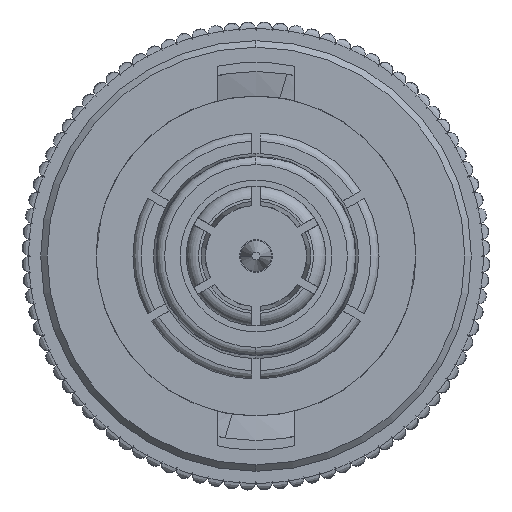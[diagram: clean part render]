
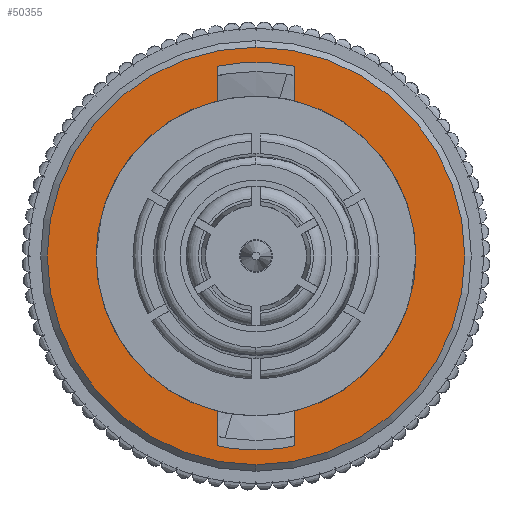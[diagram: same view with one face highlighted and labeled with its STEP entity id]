
A CAD part, left-side view. The second image highlights one B-rep face of the part: STEP entity #50355.
In plain terms, the highlighted face is planar.
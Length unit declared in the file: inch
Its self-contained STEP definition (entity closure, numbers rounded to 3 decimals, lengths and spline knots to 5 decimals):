
#111 = CARTESIAN_POINT ( 'NONE',  ( 0., -0.0475, -0.2314 ) ) ;
#2558 = AXIS2_PLACEMENT_3D ( 'NONE', #32473, #6201, #24497 ) ;
#2662 = VERTEX_POINT ( 'NONE', #22286 ) ;
#2860 = VECTOR ( 'NONE', #27393, 39.37008 ) ;
#3670 = DIRECTION ( 'NONE',  ( 0., 0., 1. ) ) ;
#3905 = DIRECTION ( 'NONE',  ( 0., 0., 1. ) ) ;
#4144 = DIRECTION ( 'NONE',  ( 0., 0., 1. ) ) ;
#5853 = EDGE_CURVE ( 'NONE', #17536, #56815, #15732, .T. ) ;
#6045 = EDGE_CURVE ( 'NONE', #35018, #23744, #27997, .T. ) ;
#6201 = DIRECTION ( 'NONE',  ( 1., 0., 0. ) ) ;
#6378 = EDGE_CURVE ( 'NONE', #2662, #56815, #49768, .T. ) ;
#7518 = DIRECTION ( 'NONE',  ( 1., 0., 0. ) ) ;
#7586 = EDGE_CURVE ( 'NONE', #23744, #41559, #13798, .T. ) ;
#8318 = PLANE ( 'NONE',  #43987 ) ;
#9867 = CIRCLE ( 'NONE', #57901, 0.23622 ) ;
#10437 = EDGE_LOOP ( 'NONE', ( #42957, #55709, #37007, #24358, #29943, #14788, #48050, #55986, #26989 ) ) ;
#11040 = VERTEX_POINT ( 'NONE', #26372 ) ;
#11581 = ORIENTED_EDGE ( 'NONE', *, *, #39687, .F. ) ;
#12010 = CARTESIAN_POINT ( 'NONE',  ( 0., 0.0475, -0.18913 ) ) ;
#12075 = CIRCLE ( 'NONE', #37515, 0.2545 ) ;
#12167 = EDGE_CURVE ( 'NONE', #48244, #2662, #42412, .T. ) ;
#12636 = CARTESIAN_POINT ( 'NONE',  ( 0., 0.0475, -0.2314 ) ) ;
#13091 = CARTESIAN_POINT ( 'NONE',  ( 0., 0., 0.23622 ) ) ;
#13703 = CARTESIAN_POINT ( 'NONE',  ( 0., 0.0475, 0.2314 ) ) ;
#13798 = LINE ( 'NONE', #17667, #2860 ) ;
#14788 = ORIENTED_EDGE ( 'NONE', *, *, #5853, .T. ) ;
#14809 = AXIS2_PLACEMENT_3D ( 'NONE', #53106, #23020, #4144 ) ;
#15092 = AXIS2_PLACEMENT_3D ( 'NONE', #34677, #7518, #3670 ) ;
#15656 = AXIS2_PLACEMENT_3D ( 'NONE', #53154, #57872, #21901 ) ;
#15732 = CIRCLE ( 'NONE', #14809, 0.195 ) ;
#16890 = FACE_OUTER_BOUND ( 'NONE', #18737, .T. ) ;
#17536 = VERTEX_POINT ( 'NONE', #54058 ) ;
#17667 = CARTESIAN_POINT ( 'NONE',  ( 0., -0.0475, 0.2314 ) ) ;
#18124 = DIRECTION ( 'NONE',  ( 0., 0., -1. ) ) ;
#18737 = EDGE_LOOP ( 'NONE', ( #11581, #46386 ) ) ;
#21901 = DIRECTION ( 'NONE',  ( 0., 0., 1. ) ) ;
#22286 = CARTESIAN_POINT ( 'NONE',  ( 0., 0.0475, -0.2314 ) ) ;
#23020 = DIRECTION ( 'NONE',  ( -1., 0., 0. ) ) ;
#23614 = CARTESIAN_POINT ( 'NONE',  ( 0., -0.0475, 0.18913 ) ) ;
#23616 = DIRECTION ( 'NONE',  ( 0., 0., 1. ) ) ;
#23744 = VERTEX_POINT ( 'NONE', #25302 ) ;
#23865 = VERTEX_POINT ( 'NONE', #31738 ) ;
#24358 = ORIENTED_EDGE ( 'NONE', *, *, #33603, .F. ) ;
#24497 = DIRECTION ( 'NONE',  ( 0., 0., 1. ) ) ;
#25223 = CARTESIAN_POINT ( 'NONE',  ( 0., -0.0475, -0.2314 ) ) ;
#25302 = CARTESIAN_POINT ( 'NONE',  ( 0., -0.0475, 0.2314 ) ) ;
#26372 = CARTESIAN_POINT ( 'NONE',  ( 0., 0., 0.2545 ) ) ;
#26989 = ORIENTED_EDGE ( 'NONE', *, *, #36168, .F. ) ;
#27393 = DIRECTION ( 'NONE',  ( 0., 0., -1. ) ) ;
#27997 = CIRCLE ( 'NONE', #2558, 0.23622 ) ;
#29943 = ORIENTED_EDGE ( 'NONE', *, *, #57212, .F. ) ;
#31407 = LINE ( 'NONE', #111, #38219 ) ;
#31738 = CARTESIAN_POINT ( 'NONE',  ( 0., 0.0475, 0.2314 ) ) ;
#32473 = CARTESIAN_POINT ( 'NONE',  ( 0., 0., 0. ) ) ;
#32770 = DIRECTION ( 'NONE',  ( -1., 0., 0. ) ) ;
#32875 = DIRECTION ( 'NONE',  ( 1., 0., 0. ) ) ;
#33603 = EDGE_CURVE ( 'NONE', #23865, #35018, #9867, .T. ) ;
#34224 = CARTESIAN_POINT ( 'NONE',  ( 0., 0., -0.2545 ) ) ;
#34616 = FACE_BOUND ( 'NONE', #10437, .T. ) ;
#34677 = CARTESIAN_POINT ( 'NONE',  ( 0., 0., 0. ) ) ;
#35018 = VERTEX_POINT ( 'NONE', #13091 ) ;
#36168 = EDGE_CURVE ( 'NONE', #39454, #48244, #31407, .T. ) ;
#37007 = ORIENTED_EDGE ( 'NONE', *, *, #6045, .F. ) ;
#37515 = AXIS2_PLACEMENT_3D ( 'NONE', #47891, #38465, #57604 ) ;
#38219 = VECTOR ( 'NONE', #18124, 39.37008 ) ;
#38465 = DIRECTION ( 'NONE',  ( -1., 0., 0. ) ) ;
#39191 = CIRCLE ( 'NONE', #15656, 0.195 ) ;
#39454 = VERTEX_POINT ( 'NONE', #49672 ) ;
#39687 = EDGE_CURVE ( 'NONE', #11040, #55266, #12075, .T. ) ;
#40268 = VECTOR ( 'NONE', #40357, 39.37008 ) ;
#40357 = DIRECTION ( 'NONE',  ( 0., 0., 1. ) ) ;
#41559 = VERTEX_POINT ( 'NONE', #23614 ) ;
#42412 = CIRCLE ( 'NONE', #15092, 0.23622 ) ;
#42957 = ORIENTED_EDGE ( 'NONE', *, *, #51317, .T. ) ;
#43446 = CARTESIAN_POINT ( 'NONE',  ( 0., 0.195, 0. ) ) ;
#43987 = AXIS2_PLACEMENT_3D ( 'NONE', #43446, #44310, #3905 ) ;
#44310 = DIRECTION ( 'NONE',  ( -1., 0., 0. ) ) ;
#46386 = ORIENTED_EDGE ( 'NONE', *, *, #53914, .F. ) ;
#46608 = CARTESIAN_POINT ( 'NONE',  ( 0., 0., 0. ) ) ;
#47891 = CARTESIAN_POINT ( 'NONE',  ( 0., 0., 0. ) ) ;
#48050 = ORIENTED_EDGE ( 'NONE', *, *, #6378, .F. ) ;
#48064 = VECTOR ( 'NONE', #48821, 39.37008 ) ;
#48244 = VERTEX_POINT ( 'NONE', #25223 ) ;
#48821 = DIRECTION ( 'NONE',  ( 0., 0., 1. ) ) ;
#49672 = CARTESIAN_POINT ( 'NONE',  ( 0., -0.0475, -0.18913 ) ) ;
#49768 = LINE ( 'NONE', #12636, #40268 ) ;
#50355 = ADVANCED_FACE ( 'NONE', ( #16890, #34616 ), #8318, .F. ) ;
#50831 = DIRECTION ( 'NONE',  ( 0., 0., 1. ) ) ;
#51317 = EDGE_CURVE ( 'NONE', #39454, #41559, #39191, .T. ) ;
#52639 = CIRCLE ( 'NONE', #56396, 0.2545 ) ;
#53106 = CARTESIAN_POINT ( 'NONE',  ( 0., 0., 0. ) ) ;
#53154 = CARTESIAN_POINT ( 'NONE',  ( 0., 0., 0. ) ) ;
#53914 = EDGE_CURVE ( 'NONE', #55266, #11040, #52639, .T. ) ;
#54058 = CARTESIAN_POINT ( 'NONE',  ( 0., 0.0475, 0.18913 ) ) ;
#54098 = LINE ( 'NONE', #13703, #48064 ) ;
#55266 = VERTEX_POINT ( 'NONE', #34224 ) ;
#55709 = ORIENTED_EDGE ( 'NONE', *, *, #7586, .F. ) ;
#55837 = CARTESIAN_POINT ( 'NONE',  ( 0., 0., 0. ) ) ;
#55986 = ORIENTED_EDGE ( 'NONE', *, *, #12167, .F. ) ;
#56396 = AXIS2_PLACEMENT_3D ( 'NONE', #46608, #32770, #23616 ) ;
#56815 = VERTEX_POINT ( 'NONE', #12010 ) ;
#57212 = EDGE_CURVE ( 'NONE', #17536, #23865, #54098, .T. ) ;
#57604 = DIRECTION ( 'NONE',  ( 0., 0., 1. ) ) ;
#57872 = DIRECTION ( 'NONE',  ( -1., 0., 0. ) ) ;
#57901 = AXIS2_PLACEMENT_3D ( 'NONE', #55837, #32875, #50831 ) ;
